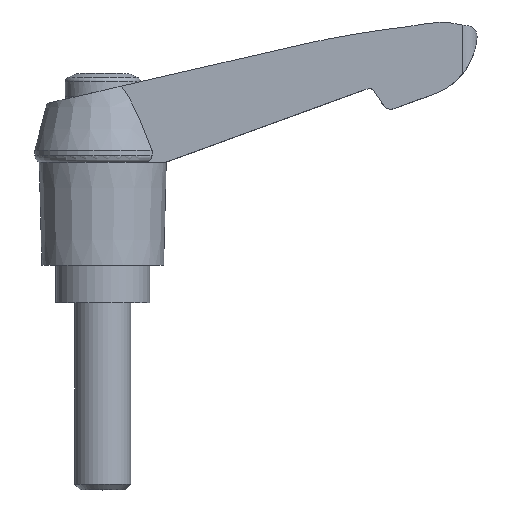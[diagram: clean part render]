
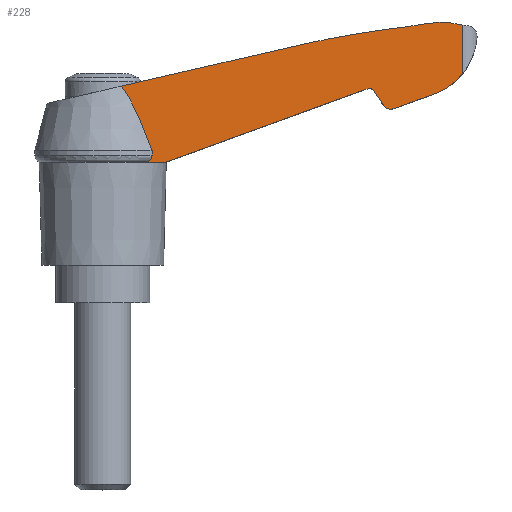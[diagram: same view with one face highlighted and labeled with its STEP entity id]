
A CAD part, top view. The second image highlights one B-rep face of the part: STEP entity #228.
In plain terms, the highlighted planar face has unit normal (0.035, 0, 0.999).
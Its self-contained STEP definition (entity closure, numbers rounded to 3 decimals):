
#228 = ADVANCED_FACE( '', ( #481 ), #482, .F. );
#481 = FACE_OUTER_BOUND( '', #752, .T. );
#482 = PLANE( '', #753 );
#752 = EDGE_LOOP( '', ( #1316, #1317, #1318, #1319, #1320, #1321, #1322, #1323, #1324, #1325, #1326, #1327, #1328, #1329, #1330 ) );
#753 = AXIS2_PLACEMENT_3D( '', #1331, #1332, #1333 );
#1316 = ORIENTED_EDGE( '', *, *, #1836, .F. );
#1317 = ORIENTED_EDGE( '', *, *, #1687, .T. );
#1318 = ORIENTED_EDGE( '', *, *, #1656, .F. );
#1319 = ORIENTED_EDGE( '', *, *, #1837, .F. );
#1320 = ORIENTED_EDGE( '', *, *, #1838, .T. );
#1321 = ORIENTED_EDGE( '', *, *, #1649, .F. );
#1322 = ORIENTED_EDGE( '', *, *, #1839, .F. );
#1323 = ORIENTED_EDGE( '', *, *, #1840, .F. );
#1324 = ORIENTED_EDGE( '', *, *, #1636, .F. );
#1325 = ORIENTED_EDGE( '', *, *, #1766, .F. );
#1326 = ORIENTED_EDGE( '', *, *, #1727, .F. );
#1327 = ORIENTED_EDGE( '', *, *, #1770, .F. );
#1328 = ORIENTED_EDGE( '', *, *, #1841, .F. );
#1329 = ORIENTED_EDGE( '', *, *, #1692, .F. );
#1330 = ORIENTED_EDGE( '', *, *, #1842, .F. );
#1331 = CARTESIAN_POINT( '', ( 0., 35., 5.157 ) );
#1332 = DIRECTION( '', ( -0.035, 0., -0.999 ) );
#1333 = DIRECTION( '', ( -0.999, 0., 0.035 ) );
#1636 = EDGE_CURVE( '', #1967, #1946, #1969, .T. );
#1649 = EDGE_CURVE( '', #1989, #1984, #1991, .T. );
#1656 = EDGE_CURVE( '', #2002, #2003, #2004, .T. );
#1687 = EDGE_CURVE( '', #2051, #2003, #2052, .T. );
#1692 = EDGE_CURVE( '', #2059, #2060, #2061, .T. );
#1727 = EDGE_CURVE( '', #2113, #2115, #2116, .T. );
#1766 = EDGE_CURVE( '', #2115, #1967, #2173, .T. );
#1770 = EDGE_CURVE( '', #2177, #2113, #2179, .T. );
#1836 = EDGE_CURVE( '', #2051, #2270, #2271, .T. );
#1837 = EDGE_CURVE( '', #2272, #2002, #2273, .T. );
#1838 = EDGE_CURVE( '', #2272, #1984, #2274, .T. );
#1839 = EDGE_CURVE( '', #2275, #1989, #2276, .T. );
#1840 = EDGE_CURVE( '', #1946, #2275, #2277, .T. );
#1841 = EDGE_CURVE( '', #2060, #2177, #2278, .T. );
#1842 = EDGE_CURVE( '', #2270, #2059, #2279, .T. );
#1946 = VERTEX_POINT( '', #2422 );
#1967 = VERTEX_POINT( '', #2484 );
#1969 = ELLIPSE( '', #2505, 7.004, 7. );
#1984 = VERTEX_POINT( '', #2522 );
#1989 = VERTEX_POINT( '', #2529 );
#1991 = LINE( '', #2532, #2533 );
#2002 = VERTEX_POINT( '', #2546 );
#2003 = VERTEX_POINT( '', #2547 );
#2004 = LINE( '', #2548, #2549 );
#2051 = VERTEX_POINT( '', #2620 );
#2052 = B_SPLINE_CURVE_WITH_KNOTS( '', 3, ( #2621, #2622, #2623, #2624, #2625, #2626 ), .UNSPECIFIED., .F., .F., ( 4, 2, 4 ), ( 0., 0.001, 0.001 ), .UNSPECIFIED. );
#2059 = VERTEX_POINT( '', #2642 );
#2060 = VERTEX_POINT( '', #2643 );
#2061 = LINE( '', #2644, #2645 );
#2113 = VERTEX_POINT( '', #2736 );
#2115 = VERTEX_POINT( '', #2739 );
#2116 = ELLIPSE( '', #2740, 31.019, 31. );
#2173 = LINE( '', #2819, #2820 );
#2177 = VERTEX_POINT( '', #2824 );
#2179 = ELLIPSE( '', #2827, 29.818, 29.8 );
#2270 = VERTEX_POINT( '', #2951 );
#2271 = LINE( '', #2952, #2953 );
#2272 = VERTEX_POINT( '', #2954 );
#2273 = LINE( '', #2955, #2956 );
#2274 = ELLIPSE( '', #2957, 0.5, 0.5 );
#2275 = VERTEX_POINT( '', #2958 );
#2276 = ELLIPSE( '', #2959, 1.001, 1. );
#2277 = LINE( '', #2960, #2961 );
#2278 = ELLIPSE( '', #2962, 105.065, 105. );
#2279 = B_SPLINE_CURVE_WITH_KNOTS( '', 3, ( #2963, #2964, #2965, #2966, #2967, #2968, #2969, #2970, #2971, #2972 ), .UNSPECIFIED., .F., .F., ( 4, 2, 2, 2, 4 ), ( 0., 0.004, 0.006, 0.007, 0.008 ), .UNSPECIFIED. );
#2422 = CARTESIAN_POINT( '', ( 35.1, 22.192, 3.922 ) );
#2484 = CARTESIAN_POINT( '', ( 38.456, 24.475, 3.804 ) );
#2505 = AXIS2_PLACEMENT_3D( '', #3106, #3107, #3108 );
#2522 = CARTESIAN_POINT( '', ( 28.929, 22.687, 4.139 ) );
#2529 = CARTESIAN_POINT( '', ( 29.977, 21.134, 4.102 ) );
#2532 = CARTESIAN_POINT( '', ( 28.895, 22.738, 4.141 ) );
#2533 = VECTOR( '', #3126, 1000. );
#2546 = CARTESIAN_POINT( '', ( 6.7, 15., 4.921 ) );
#2547 = CARTESIAN_POINT( '', ( 4.596, 15., 4.995 ) );
#2548 = CARTESIAN_POINT( '', ( -0.074, 15., 5.159 ) );
#2549 = VECTOR( '', #3135, 1000. );
#2620 = CARTESIAN_POINT( '', ( 5.277, 15.772, 4.971 ) );
#2621 = CARTESIAN_POINT( '', ( 5.277, 15.772, 4.971 ) );
#2622 = CARTESIAN_POINT( '', ( 5.273, 15.588, 4.971 ) );
#2623 = CARTESIAN_POINT( '', ( 5.185, 15.415, 4.974 ) );
#2624 = CARTESIAN_POINT( '', ( 4.931, 15.154, 4.983 ) );
#2625 = CARTESIAN_POINT( '', ( 4.769, 15.062, 4.989 ) );
#2626 = CARTESIAN_POINT( '', ( 4.596, 15., 4.995 ) );
#2642 = CARTESIAN_POINT( '', ( 2.014, 23.149, 5.086 ) );
#2643 = CARTESIAN_POINT( '', ( 21., 27.532, 4.418 ) );
#2644 = CARTESIAN_POINT( '', ( 20.906, 27.511, 4.422 ) );
#2645 = VECTOR( '', #3183, 1000. );
#2736 = CARTESIAN_POINT( '', ( 36.6, 30., 3.87 ) );
#2739 = CARTESIAN_POINT( '', ( 38.456, 29.67, 3.804 ) );
#2740 = AXIS2_PLACEMENT_3D( '', #3223, #3224, #3225 );
#2819 = CARTESIAN_POINT( '', ( 38.456, 35., 3.804 ) );
#2820 = VECTOR( '', #3266, 1000. );
#2824 = CARTESIAN_POINT( '', ( 32.6, 29.5, 4.01 ) );
#2827 = AXIS2_PLACEMENT_3D( '', #3271, #3272, #3273 );
#2951 = CARTESIAN_POINT( '', ( 5.277, 16.3, 4.971 ) );
#2952 = CARTESIAN_POINT( '', ( 5.277, 44.198, 4.971 ) );
#2953 = VECTOR( '', #3343, 1000. );
#2954 = CARTESIAN_POINT( '', ( 28.344, 22.878, 4.16 ) );
#2955 = CARTESIAN_POINT( '', ( 6.628, 14.974, 4.924 ) );
#2956 = VECTOR( '', #3344, 1000. );
#2957 = AXIS2_PLACEMENT_3D( '', #3345, #3346, #3347 );
#2958 = CARTESIAN_POINT( '', ( 31.148, 20.754, 4.061 ) );
#2959 = AXIS2_PLACEMENT_3D( '', #3348, #3349, #3350 );
#2960 = CARTESIAN_POINT( '', ( 31.049, 20.718, 4.065 ) );
#2961 = VECTOR( '', #3351, 1000. );
#2962 = AXIS2_PLACEMENT_3D( '', #3352, #3353, #3354 );
#2963 = CARTESIAN_POINT( '', ( 5.277, 16.3, 4.971 ) );
#2964 = CARTESIAN_POINT( '', ( 4.838, 17.49, 4.987 ) );
#2965 = CARTESIAN_POINT( '', ( 4.376, 18.673, 5.003 ) );
#2966 = CARTESIAN_POINT( '', ( 3.6, 20.41, 5.03 ) );
#2967 = CARTESIAN_POINT( '', ( 3.327, 20.983, 5.04 ) );
#2968 = CARTESIAN_POINT( '', ( 2.876, 21.822, 5.056 ) );
#2969 = CARTESIAN_POINT( '', ( 2.72, 22.097, 5.061 ) );
#2970 = CARTESIAN_POINT( '', ( 2.385, 22.636, 5.073 ) );
#2971 = CARTESIAN_POINT( '', ( 2.207, 22.899, 5.079 ) );
#2972 = CARTESIAN_POINT( '', ( 2.014, 23.149, 5.086 ) );
#3106 = CARTESIAN_POINT( '', ( 33.01, 28.873, 3.996 ) );
#3107 = DIRECTION( '', ( -0.035, 0., -0.999 ) );
#3108 = DIRECTION( '', ( 0.999, 0., -0.035 ) );
#3126 = DIRECTION( '', ( -0.559, 0.829, 0.02 ) );
#3135 = DIRECTION( '', ( -0.999, 0., 0.035 ) );
#3183 = DIRECTION( '', ( 0.974, 0.225, -0.034 ) );
#3223 = CARTESIAN_POINT( '', ( 32.097, -0.671, 4.028 ) );
#3224 = DIRECTION( '', ( -0.035, 0., -0.999 ) );
#3225 = DIRECTION( '', ( 0.999, 0., -0.035 ) );
#3266 = DIRECTION( '', ( 0., -1., 0. ) );
#3271 = CARTESIAN_POINT( '', ( 38.288, 0.248, 3.81 ) );
#3272 = DIRECTION( '', ( -0.035, 0., -0.999 ) );
#3273 = DIRECTION( '', ( 0.999, 0., -0.035 ) );
#3343 = DIRECTION( '', ( 0., 1., 0. ) );
#3344 = DIRECTION( '', ( -0.939, -0.342, 0.033 ) );
#3345 = CARTESIAN_POINT( '', ( 28.515, 22.408, 4.154 ) );
#3346 = DIRECTION( '', ( -0.035, 0., -0.999 ) );
#3347 = DIRECTION( '', ( 0.999, 0., -0.035 ) );
#3348 = CARTESIAN_POINT( '', ( 30.806, 21.694, 4.073 ) );
#3349 = DIRECTION( '', ( -0.035, 0., -0.999 ) );
#3350 = DIRECTION( '', ( 0.999, 0., -0.035 ) );
#3351 = DIRECTION( '', ( -0.939, -0.342, 0.033 ) );
#3352 = CARTESIAN_POINT( '', ( 44.332, -74.843, 3.598 ) );
#3353 = DIRECTION( '', ( -0.035, 0., -0.999 ) );
#3354 = DIRECTION( '', ( 0.999, 0., -0.035 ) );
